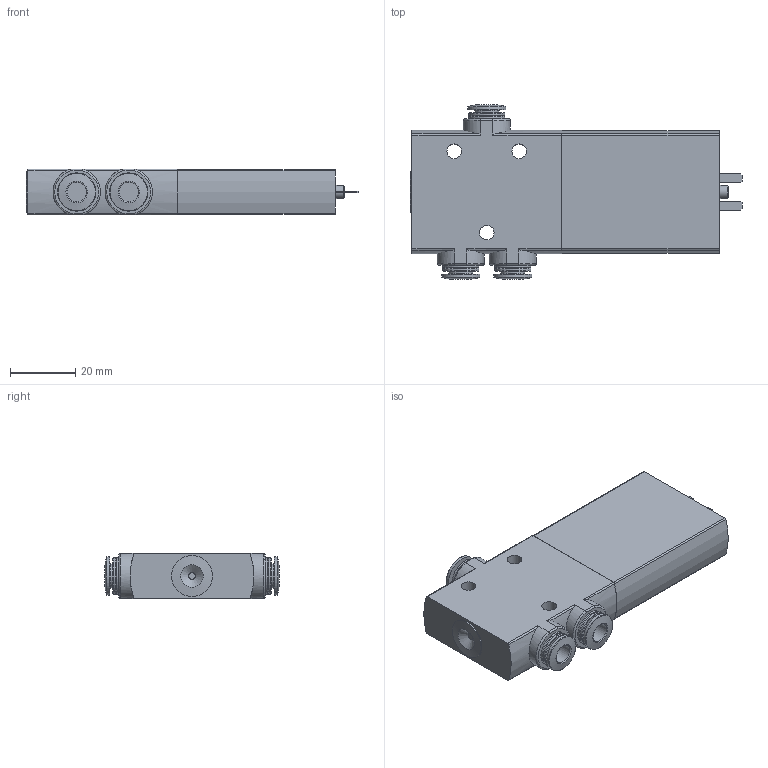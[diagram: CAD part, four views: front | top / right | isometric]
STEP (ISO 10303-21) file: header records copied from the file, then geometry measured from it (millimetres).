
FILE_DESCRIPTION(/* description */ ('STEP AP214'),/* implementation_level */ '2;1');
FILE_NAME(/* name */ '525171_MHE3-MS1H-3_2O-QS-6',/* time_stamp */ '2024-09-05T14:19:53+02:00',/* author */ ('License CC BY-ND 4.0'),/* organization */ ('CADENAS'),/* preprocessor_version */ 'ST-DEVELOPER v19.3',/* originating_system */ 'PARTsolutions',/* authorisation */ ' ');
FILE_SCHEMA (('TECHNICAL_DATA_PACKAGING','AUTOMOTIVE_DESIGN {1 0 10303 214 3 1 1}'));
Length unit declared in the file: millimetre
Products named in the file (1): 525171 MHE3-MS1H-3/2O-QS-6
Bounding box: 102.09 x 53.6 x 14 mm (x, y, z)
Volume: 49900.6 mm3; surface area: 13204.3 mm2
Topology: 1 solids, 1 shells, 122 faces, 274 edges, 169 vertices
Faces by surface type: cylinder 54, plane 36, torus 17, cone 15
Full cylindrical faces by diameter (mm): 1.567 x1, 4 x1, 4.5 x3, 6 x3, 7.4 x3, 11.2 x6, 11.8 x3, 12.6 x1
Entity records: 4071 total; most frequent: CARTESIAN_POINT 647, DIRECTION 538, ORIENTED_EDGE 448, EDGE_CURVE 224, AXIS2_PLACEMENT_3D 221, EDGE_LOOP 190, FACE_BOUND 190, VERTEX_POINT 166
